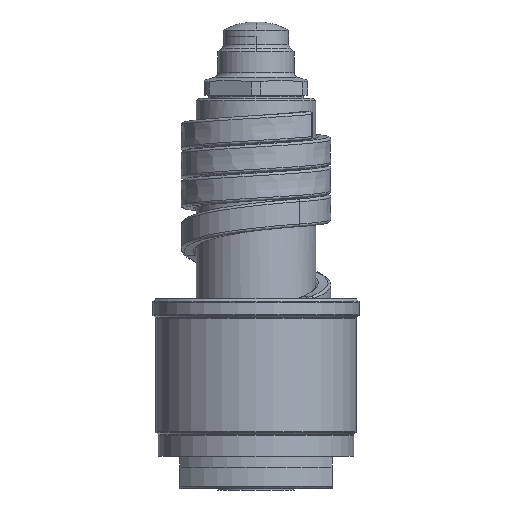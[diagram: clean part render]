
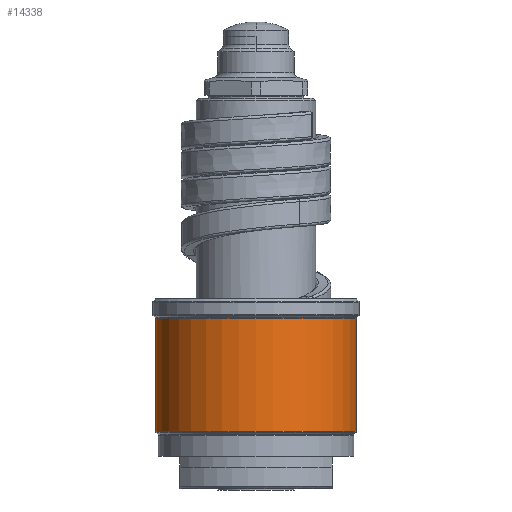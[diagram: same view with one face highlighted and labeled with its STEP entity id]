
A CAD part, front view. The second image highlights one B-rep face of the part: STEP entity #14338.
In plain terms, the highlighted cylindrical face has radius 18.5 mm (diameter 37 mm), a partial arc.
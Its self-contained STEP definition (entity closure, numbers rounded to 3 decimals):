
#5439=CARTESIAN_POINT('',(0.,0.,10.583));
#5440=DIRECTION('',(0.,0.,1.));
#5441=DIRECTION('',(-1.,0.,0.));
#5442=AXIS2_PLACEMENT_3D('',#5439,#5440,#5441);
#5444=DIRECTION('',(0.,0.,-1.));
#5445=VECTOR('',#5444,20.834);
#5446=CARTESIAN_POINT('',(-18.5,0.,31.417));
#5447=LINE('',#5446,#5445);
#5448=CARTESIAN_POINT('',(0.,0.,31.417));
#5449=DIRECTION('',(0.,0.,1.));
#5450=DIRECTION('',(-1.,0.,0.));
#5451=AXIS2_PLACEMENT_3D('',#5448,#5449,#5450);
#5453=DIRECTION('',(0.,0.,-1.));
#5454=VECTOR('',#5453,20.834);
#5455=CARTESIAN_POINT('',(18.5,0.,31.417));
#5456=LINE('',#5455,#5454);
#5793=CARTESIAN_POINT('',(18.5,0.,31.417));
#5794=CARTESIAN_POINT('',(-18.5,0.,31.417));
#5795=VERTEX_POINT('',#5793);
#5796=VERTEX_POINT('',#5794);
#5819=CARTESIAN_POINT('',(18.5,0.,10.583));
#5820=VERTEX_POINT('',#5819);
#5821=CARTESIAN_POINT('',(-18.5,0.,10.583));
#5822=VERTEX_POINT('',#5821);
#14326=CARTESIAN_POINT('',(0.,0.,8.75));
#14327=DIRECTION('',(0.,0.,1.));
#14328=DIRECTION('',(-1.,0.,0.));
#14329=AXIS2_PLACEMENT_3D('',#14326,#14327,#14328);
#14330=CYLINDRICAL_SURFACE('',#14329,18.5);
#14331=ORIENTED_EDGE('',*,*,#12279,.F.);
#14332=ORIENTED_EDGE('',*,*,#12260,.F.);
#14334=ORIENTED_EDGE('',*,*,#14333,.T.);
#14335=ORIENTED_EDGE('',*,*,#12256,.T.);
#14336=EDGE_LOOP('',(#14331,#14332,#14334,#14335));
#14337=FACE_OUTER_BOUND('',#14336,.F.);
#5443=CIRCLE('',#5442,18.5);
#5452=CIRCLE('',#5451,18.5);
#12256=EDGE_CURVE('',#5795,#5820,#5456,.T.);
#12260=EDGE_CURVE('',#5796,#5822,#5447,.T.);
#12279=EDGE_CURVE('',#5822,#5820,#5443,.T.);
#14333=EDGE_CURVE('',#5796,#5795,#5452,.T.);
#14338=ADVANCED_FACE('',(#14337),#14330,.T.);
